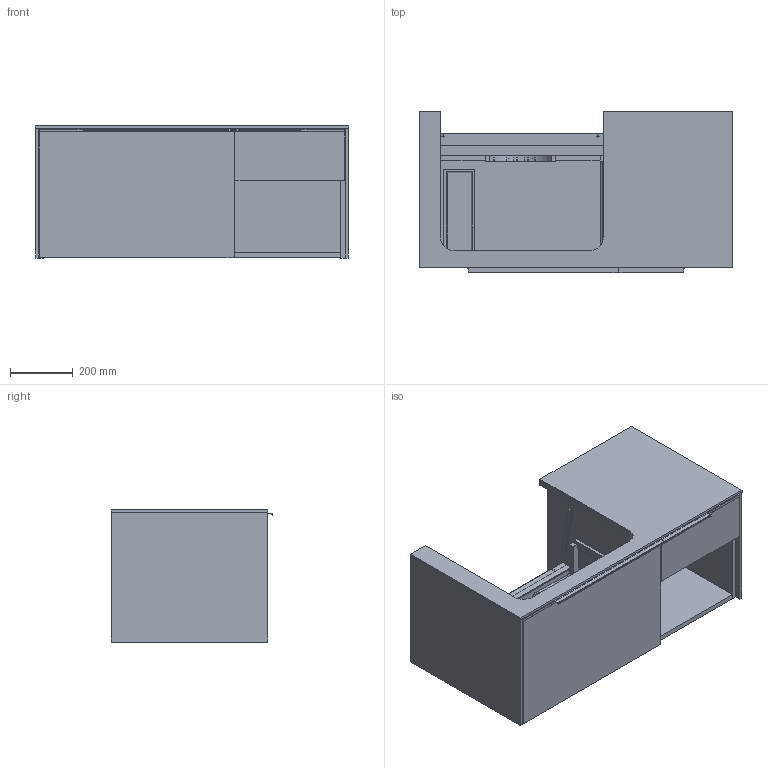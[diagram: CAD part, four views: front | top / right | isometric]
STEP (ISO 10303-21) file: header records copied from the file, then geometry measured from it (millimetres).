
FILE_DESCRIPTION(/* description */ (''),/* implementation_level */ '2;1');
FILE_NAME(/* name */ 'TK133_C5720Z_RFS.stp',/* time_stamp */ '2020-12-01T09:43:01+01:00',/* author */ ('StegeR'),/* organization */ (''),/* preprocessor_version */ 'ST-DEVELOPER v16.1',/* originating_system */ 'Autodesk Inventor 2016',/* authorisation */ '');
FILE_SCHEMA (('AUTOMOTIVE_DESIGN { 1 0 10303 214 3 1 1 }'));
Products named in the file (1): TK133_C5720Z_RFS
Bounding box: 1002 x 516 x 422.5 mm (x, y, z)
Volume: 40588412.8 mm3; surface area: 7265242.6 mm2
Topology: 53 solids, 55 shells, 2410 faces, 6550 edges, 4334 vertices
Faces by surface type: plane 1632, cylinder 702, bspline 44, cone 26, sphere 4, torus 2
Full cylindrical faces by diameter (mm): 2.5 x2, 3 x2, 3.8 x1, 4 x10, 5 x10, 5.1 x4, 6 x16, 7.2 x2, 10 x2, 12 x2, 12.2 x2, 25 x2, 26 x2
Entity records: 79827 total; most frequent: CARTESIAN_POINT 17716, ORIENTED_EDGE 12904, DIRECTION 12542, EDGE_CURVE 6450, LINE 4890, VECTOR 4890, VERTEX_POINT 4313, AXIS2_PLACEMENT_3D 3826
